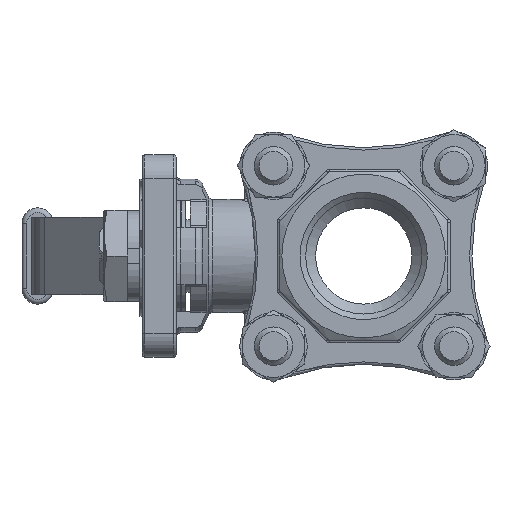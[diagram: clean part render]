
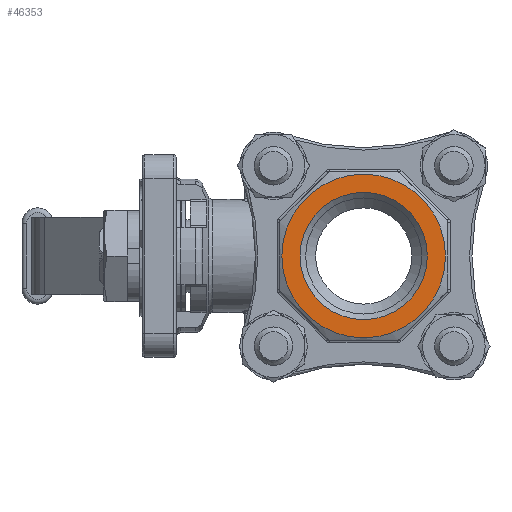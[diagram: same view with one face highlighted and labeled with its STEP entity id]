
A CAD part, left-side view. The second image highlights one B-rep face of the part: STEP entity #46353.
In plain terms, the highlighted planar face has unit normal (-1, 0, 0).
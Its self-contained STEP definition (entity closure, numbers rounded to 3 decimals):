
#3174 = DIRECTION ( 'NONE',  ( -1., 0., 0. ) ) ;
#3461 = DIRECTION ( 'NONE',  ( -1., 0., 0. ) ) ;
#5970 = AXIS2_PLACEMENT_3D ( 'NONE', #21801, #45004, #37920 ) ;
#7960 = ORIENTED_EDGE ( 'NONE', *, *, #44179, .T. ) ;
#8304 = CIRCLE ( 'NONE', #18076, 13.22 ) ;
#8985 = VERTEX_POINT ( 'NONE', #20164 ) ;
#10890 = PLANE ( 'NONE',  #5970 ) ;
#12305 = VERTEX_POINT ( 'NONE', #27713 ) ;
#12647 = ORIENTED_EDGE ( 'NONE', *, *, #35530, .F. ) ;
#16476 = AXIS2_PLACEMENT_3D ( 'NONE', #26475, #3461, #18921 ) ;
#18076 = AXIS2_PLACEMENT_3D ( 'NONE', #21694, #3174, #37060 ) ;
#18921 = DIRECTION ( 'NONE',  ( 0., -1., 0. ) ) ;
#20164 = CARTESIAN_POINT ( 'NONE',  ( -40., -13.22, 0. ) ) ;
#21694 = CARTESIAN_POINT ( 'NONE',  ( -40., 0., 0. ) ) ;
#21801 = CARTESIAN_POINT ( 'NONE',  ( -40., 0., 0. ) ) ;
#26475 = CARTESIAN_POINT ( 'NONE',  ( -40., 0., 0. ) ) ;
#27713 = CARTESIAN_POINT ( 'NONE',  ( -40., -17., 0. ) ) ;
#29602 = FACE_BOUND ( 'NONE', #44694, .T. ) ;
#29848 = FACE_OUTER_BOUND ( 'NONE', #49586, .T. ) ;
#35530 = EDGE_CURVE ( 'NONE', #8985, #8985, #8304, .T. ) ;
#37060 = DIRECTION ( 'NONE',  ( 0., -1., 0. ) ) ;
#37920 = DIRECTION ( 'NONE',  ( 0., -1., 0. ) ) ;
#38229 = CIRCLE ( 'NONE', #16476, 17. ) ;
#44179 = EDGE_CURVE ( 'NONE', #12305, #12305, #38229, .T. ) ;
#44694 = EDGE_LOOP ( 'NONE', ( #12647 ) ) ;
#45004 = DIRECTION ( 'NONE',  ( 1., 0., 0. ) ) ;
#46353 = ADVANCED_FACE ( 'NONE', ( #29602, #29848 ), #10890, .F. ) ;
#49586 = EDGE_LOOP ( 'NONE', ( #7960 ) ) ;
